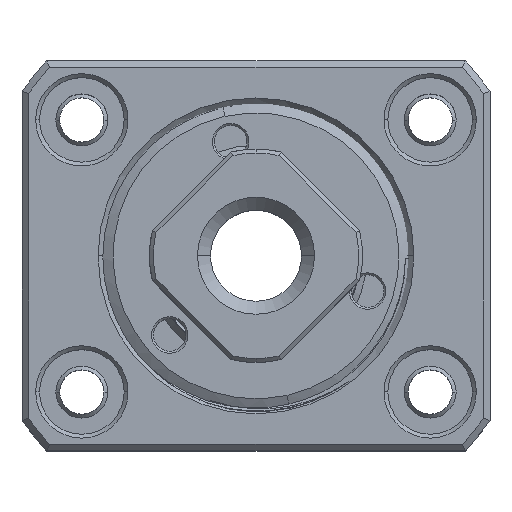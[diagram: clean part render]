
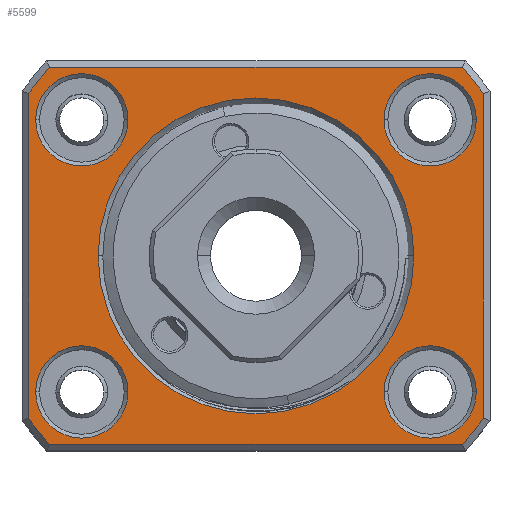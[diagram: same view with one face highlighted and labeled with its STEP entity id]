
A CAD part, top view. The second image highlights one B-rep face of the part: STEP entity #5599.
In plain terms, the highlighted planar face has unit normal (0, 0, 1).
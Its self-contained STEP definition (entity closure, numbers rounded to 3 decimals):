
#3504=CARTESIAN_POINT('',(-12.15,-0.,-0.));
#3505=VERTEX_POINT('',#3504);
#3512=CARTESIAN_POINT('',(12.15,0.,-0.));
#3513=VERTEX_POINT('',#3512);
#3514=CARTESIAN_POINT('',(0.,0.,0.));
#3515=DIRECTION('',(0.,0.,-1.));
#3516=DIRECTION('',(1.,0.,0.));
#3517=AXIS2_PLACEMENT_3D('',#3514,#3515,#3516);
#3518=CIRCLE('',#3517,12.15);
#3519=EDGE_CURVE('',#3513,#3505,#3518,.T.);
#3580=CARTESIAN_POINT('',(-16.946,10.466,-0.));
#3581=VERTEX_POINT('',#3580);
#3588=CARTESIAN_POINT('',(-9.846,10.466,-0.));
#3589=VERTEX_POINT('',#3588);
#3590=CARTESIAN_POINT('',(-13.396,10.466,0.));
#3591=DIRECTION('',(0.,0.,-1.));
#3592=DIRECTION('',(1.,0.,0.));
#3593=AXIS2_PLACEMENT_3D('',#3590,#3591,#3592);
#3594=CIRCLE('',#3593,3.55);
#3595=EDGE_CURVE('',#3589,#3581,#3594,.T.);
#3654=CARTESIAN_POINT('',(-16.946,-10.466,-0.));
#3655=VERTEX_POINT('',#3654);
#3662=CARTESIAN_POINT('',(-9.846,-10.466,-0.));
#3663=VERTEX_POINT('',#3662);
#3664=CARTESIAN_POINT('',(-13.396,-10.466,0.));
#3665=DIRECTION('',(0.,0.,-1.));
#3666=DIRECTION('',(1.,0.,0.));
#3667=AXIS2_PLACEMENT_3D('',#3664,#3665,#3666);
#3668=CIRCLE('',#3667,3.55);
#3669=EDGE_CURVE('',#3663,#3655,#3668,.T.);
#3728=CARTESIAN_POINT('',(9.846,-10.466,-0.));
#3729=VERTEX_POINT('',#3728);
#3736=CARTESIAN_POINT('',(16.946,-10.466,-0.));
#3737=VERTEX_POINT('',#3736);
#3738=CARTESIAN_POINT('',(13.396,-10.466,0.));
#3739=DIRECTION('',(0.,0.,-1.));
#3740=DIRECTION('',(1.,0.,0.));
#3741=AXIS2_PLACEMENT_3D('',#3738,#3739,#3740);
#3742=CIRCLE('',#3741,3.55);
#3743=EDGE_CURVE('',#3737,#3729,#3742,.T.);
#3802=CARTESIAN_POINT('',(9.846,10.466,-0.));
#3803=VERTEX_POINT('',#3802);
#3810=CARTESIAN_POINT('',(16.946,10.466,-0.));
#3811=VERTEX_POINT('',#3810);
#3812=CARTESIAN_POINT('',(13.396,10.466,0.));
#3813=DIRECTION('',(0.,0.,-1.));
#3814=DIRECTION('',(1.,0.,0.));
#3815=AXIS2_PLACEMENT_3D('',#3812,#3813,#3814);
#3816=CIRCLE('',#3815,3.55);
#3817=EDGE_CURVE('',#3811,#3803,#3816,.T.);
#5071=CARTESIAN_POINT('',(-15.875,14.5,0.));
#5072=VERTEX_POINT('',#5071);
#5081=CARTESIAN_POINT('',(-17.5,12.49,0.));
#5082=VERTEX_POINT('',#5081);
#5090=CARTESIAN_POINT('',(0.,0.,0.));
#5091=DIRECTION('',(0.,0.,1.));
#5092=DIRECTION('',(1.,0.,0.));
#5093=AXIS2_PLACEMENT_3D('',#5090,#5091,#5092);
#5094=CIRCLE('',#5093,21.5);
#5095=EDGE_CURVE('',#5072,#5082,#5094,.T.);
#5105=CARTESIAN_POINT('',(-17.5,-12.49,0.));
#5106=VERTEX_POINT('',#5105);
#5114=CARTESIAN_POINT('',(-17.5,12.49,0.));
#5115=DIRECTION('',(0.,-1.,0.));
#5116=VECTOR('',#5115,24.98);
#5117=LINE('',#5114,#5116);
#5118=EDGE_CURVE('',#5082,#5106,#5117,.T.);
#5130=CARTESIAN_POINT('',(-15.875,-14.5,0.));
#5131=VERTEX_POINT('',#5130);
#5139=CARTESIAN_POINT('',(0.,0.,0.));
#5140=DIRECTION('',(0.,0.,1.));
#5141=DIRECTION('',(1.,0.,0.));
#5142=AXIS2_PLACEMENT_3D('',#5139,#5140,#5141);
#5143=CIRCLE('',#5142,21.5);
#5144=EDGE_CURVE('',#5106,#5131,#5143,.T.);
#5156=CARTESIAN_POINT('',(15.875,-14.5,0.));
#5157=VERTEX_POINT('',#5156);
#5165=CARTESIAN_POINT('',(-15.875,-14.5,0.));
#5166=DIRECTION('',(1.,0.,-0.));
#5167=VECTOR('',#5166,31.749);
#5168=LINE('',#5165,#5167);
#5169=EDGE_CURVE('',#5131,#5157,#5168,.T.);
#5183=CARTESIAN_POINT('',(17.5,-12.49,0.));
#5184=VERTEX_POINT('',#5183);
#5192=CARTESIAN_POINT('',(0.,0.,0.));
#5193=DIRECTION('',(0.,0.,1.));
#5194=DIRECTION('',(1.,0.,0.));
#5195=AXIS2_PLACEMENT_3D('',#5192,#5193,#5194);
#5196=CIRCLE('',#5195,21.5);
#5197=EDGE_CURVE('',#5157,#5184,#5196,.T.);
#5209=CARTESIAN_POINT('',(17.5,12.49,0.));
#5210=VERTEX_POINT('',#5209);
#5218=CARTESIAN_POINT('',(17.5,-12.49,0.));
#5219=DIRECTION('',(0.,1.,0.));
#5220=VECTOR('',#5219,24.98);
#5221=LINE('',#5218,#5220);
#5222=EDGE_CURVE('',#5184,#5210,#5221,.T.);
#5234=CARTESIAN_POINT('',(15.875,14.5,0.));
#5235=VERTEX_POINT('',#5234);
#5243=CARTESIAN_POINT('',(0.,0.,0.));
#5244=DIRECTION('',(0.,0.,1.));
#5245=DIRECTION('',(1.,0.,0.));
#5246=AXIS2_PLACEMENT_3D('',#5243,#5244,#5245);
#5247=CIRCLE('',#5246,21.5);
#5248=EDGE_CURVE('',#5210,#5235,#5247,.T.);
#5261=CARTESIAN_POINT('',(15.875,14.5,0.));
#5262=DIRECTION('',(-1.,0.,0.));
#5263=VECTOR('',#5262,31.749);
#5264=LINE('',#5261,#5263);
#5265=EDGE_CURVE('',#5235,#5072,#5264,.T.);
#5332=CARTESIAN_POINT('',(13.396,10.466,0.));
#5333=DIRECTION('',(0.,0.,-1.));
#5334=DIRECTION('',(1.,0.,0.));
#5335=AXIS2_PLACEMENT_3D('',#5332,#5333,#5334);
#5336=CIRCLE('',#5335,3.55);
#5337=EDGE_CURVE('',#3803,#3811,#5336,.T.);
#5404=CARTESIAN_POINT('',(13.396,-10.466,0.));
#5405=DIRECTION('',(0.,0.,-1.));
#5406=DIRECTION('',(1.,0.,0.));
#5407=AXIS2_PLACEMENT_3D('',#5404,#5405,#5406);
#5408=CIRCLE('',#5407,3.55);
#5409=EDGE_CURVE('',#3729,#3737,#5408,.T.);
#5476=CARTESIAN_POINT('',(-13.396,-10.466,0.));
#5477=DIRECTION('',(0.,0.,-1.));
#5478=DIRECTION('',(1.,0.,0.));
#5479=AXIS2_PLACEMENT_3D('',#5476,#5477,#5478);
#5480=CIRCLE('',#5479,3.55);
#5481=EDGE_CURVE('',#3655,#3663,#5480,.T.);
#5548=CARTESIAN_POINT('',(-13.396,10.466,0.));
#5549=DIRECTION('',(0.,0.,-1.));
#5550=DIRECTION('',(1.,0.,0.));
#5551=AXIS2_PLACEMENT_3D('',#5548,#5549,#5550);
#5552=CIRCLE('',#5551,3.55);
#5553=EDGE_CURVE('',#3581,#3589,#5552,.T.);
#5558=CARTESIAN_POINT('',(11.5,0.,0.));
#5559=DIRECTION('',(0.,0.,1.));
#5560=DIRECTION('',(1.,0.,0.));
#5561=AXIS2_PLACEMENT_3D('',#5558,#5559,#5560);
#5562=PLANE('',#5561);
#5563=ORIENTED_EDGE('',*,*,#3595,.T.);
#5564=ORIENTED_EDGE('',*,*,#5553,.T.);
#5565=EDGE_LOOP('',(#5563,#5564));
#5566=FACE_BOUND('',#5565,.T.);
#5567=ORIENTED_EDGE('',*,*,#3669,.T.);
#5568=ORIENTED_EDGE('',*,*,#5481,.T.);
#5569=EDGE_LOOP('',(#5567,#5568));
#5570=FACE_BOUND('',#5569,.T.);
#5571=ORIENTED_EDGE('',*,*,#3743,.T.);
#5572=ORIENTED_EDGE('',*,*,#5409,.T.);
#5573=EDGE_LOOP('',(#5571,#5572));
#5574=FACE_BOUND('',#5573,.T.);
#5575=ORIENTED_EDGE('',*,*,#3817,.T.);
#5576=ORIENTED_EDGE('',*,*,#5337,.T.);
#5577=EDGE_LOOP('',(#5575,#5576));
#5578=FACE_BOUND('',#5577,.T.);
#5579=ORIENTED_EDGE('',*,*,#3519,.T.);
#5580=CARTESIAN_POINT('',(0.,0.,0.));
#5581=DIRECTION('',(0.,0.,-1.));
#5582=DIRECTION('',(1.,0.,0.));
#5583=AXIS2_PLACEMENT_3D('',#5580,#5581,#5582);
#5584=CIRCLE('',#5583,12.15);
#5585=EDGE_CURVE('',#3505,#3513,#5584,.T.);
#5586=ORIENTED_EDGE('',*,*,#5585,.T.);
#5587=EDGE_LOOP('',(#5579,#5586));
#5588=FACE_BOUND('',#5587,.T.);
#5589=ORIENTED_EDGE('',*,*,#5265,.T.);
#5590=ORIENTED_EDGE('',*,*,#5095,.T.);
#5591=ORIENTED_EDGE('',*,*,#5118,.T.);
#5592=ORIENTED_EDGE('',*,*,#5144,.T.);
#5593=ORIENTED_EDGE('',*,*,#5169,.T.);
#5594=ORIENTED_EDGE('',*,*,#5197,.T.);
#5595=ORIENTED_EDGE('',*,*,#5222,.T.);
#5596=ORIENTED_EDGE('',*,*,#5248,.T.);
#5597=EDGE_LOOP('',(#5589,#5590,#5591,#5592,#5593,#5594,#5595,#5596));
#5598=FACE_BOUND('',#5597,.T.);
#5599=ADVANCED_FACE('NONE',(#5566,#5570,#5574,#5578,#5588,#5598),#5562,.T.);
